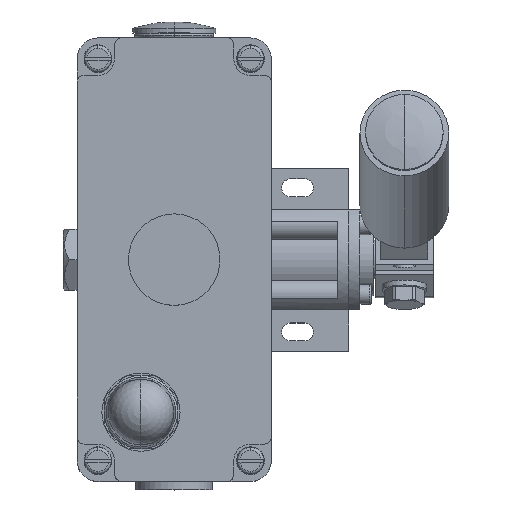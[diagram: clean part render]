
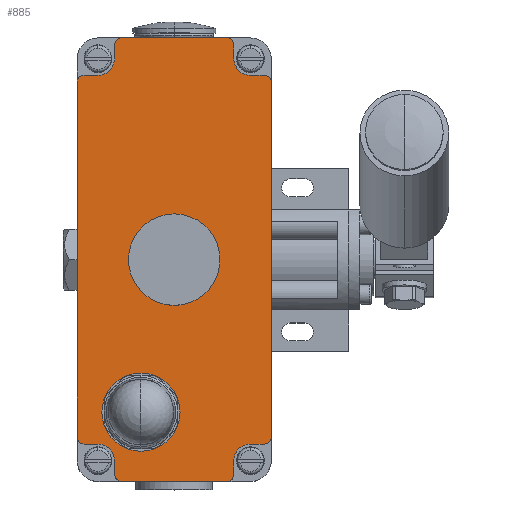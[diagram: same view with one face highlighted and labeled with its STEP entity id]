
A CAD part, top view. The second image highlights one B-rep face of the part: STEP entity #885.
In plain terms, the highlighted planar face has unit normal (0, 0, 1).
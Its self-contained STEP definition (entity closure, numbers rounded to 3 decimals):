
#885=ADVANCED_FACE('',(#1919,#1920,#1921),#1922,.T.);
#1919=FACE_OUTER_BOUND('',#3094,.T.);
#1920=FACE_BOUND('',#3095,.T.);
#1921=FACE_BOUND('',#3096,.T.);
#1922=PLANE('',#3097);
#3094=EDGE_LOOP('',(#5678,#5679,#5680,#5681,#5682,#5683,#5684,#5685,#5686,#5687,#5688,#5689,#5690,#5691,#5692,#5693,#5694,#5695,#5696,#5697,#5698,#5699,#5700,#5701));
#3095=EDGE_LOOP('',(#5702,#5703));
#3096=EDGE_LOOP('',(#5704,#5705));
#3097=AXIS2_PLACEMENT_3D('',#5706,#5707,#5708);
#5678=ORIENTED_EDGE('',*,*,#7737,.T.);
#5679=ORIENTED_EDGE('',*,*,#7798,.F.);
#5680=ORIENTED_EDGE('',*,*,#7733,.T.);
#5681=ORIENTED_EDGE('',*,*,#7730,.T.);
#5682=ORIENTED_EDGE('',*,*,#7727,.T.);
#5683=ORIENTED_EDGE('',*,*,#7788,.T.);
#5684=ORIENTED_EDGE('',*,*,#7785,.T.);
#5685=ORIENTED_EDGE('',*,*,#7807,.F.);
#5686=ORIENTED_EDGE('',*,*,#7781,.T.);
#5687=ORIENTED_EDGE('',*,*,#7778,.T.);
#5688=ORIENTED_EDGE('',*,*,#7775,.T.);
#5689=ORIENTED_EDGE('',*,*,#7772,.T.);
#5690=ORIENTED_EDGE('',*,*,#7769,.T.);
#5691=ORIENTED_EDGE('',*,*,#7801,.F.);
#5692=ORIENTED_EDGE('',*,*,#7765,.T.);
#5693=ORIENTED_EDGE('',*,*,#7762,.T.);
#5694=ORIENTED_EDGE('',*,*,#7759,.T.);
#5695=ORIENTED_EDGE('',*,*,#7756,.T.);
#5696=ORIENTED_EDGE('',*,*,#7753,.T.);
#5697=ORIENTED_EDGE('',*,*,#7793,.F.);
#5698=ORIENTED_EDGE('',*,*,#7749,.T.);
#5699=ORIENTED_EDGE('',*,*,#7746,.T.);
#5700=ORIENTED_EDGE('',*,*,#7743,.T.);
#5701=ORIENTED_EDGE('',*,*,#7740,.T.);
#5702=ORIENTED_EDGE('',*,*,#7073,.T.);
#5703=ORIENTED_EDGE('',*,*,#7420,.T.);
#5704=ORIENTED_EDGE('',*,*,#7031,.T.);
#5705=ORIENTED_EDGE('',*,*,#7512,.T.);
#5706=CARTESIAN_POINT('',(40.0,83.0,60.0));
#5707=DIRECTION('',(0.0,0.0,1.0));
#5708=DIRECTION('',(0.0,-1.0,0.0));
#7031=EDGE_CURVE('',#8444,#8441,#8445,.T.);
#7073=EDGE_CURVE('',#8515,#8512,#8516,.T.);
#7420=EDGE_CURVE('',#8512,#8515,#9020,.T.);
#7512=EDGE_CURVE('',#8441,#8444,#9144,.T.);
#7727=EDGE_CURVE('',#9466,#9464,#9467,.T.);
#7730=EDGE_CURVE('',#9470,#9466,#9471,.T.);
#7733=EDGE_CURVE('',#9474,#9470,#9475,.T.);
#7737=EDGE_CURVE('',#9480,#9478,#9481,.T.);
#7740=EDGE_CURVE('',#9484,#9480,#9485,.T.);
#7743=EDGE_CURVE('',#9488,#9484,#9489,.T.);
#7746=EDGE_CURVE('',#9492,#9488,#9493,.T.);
#7749=EDGE_CURVE('',#9496,#9492,#9497,.T.);
#7753=EDGE_CURVE('',#9502,#9500,#9503,.T.);
#7756=EDGE_CURVE('',#9506,#9502,#9507,.T.);
#7759=EDGE_CURVE('',#9510,#9506,#9511,.T.);
#7762=EDGE_CURVE('',#9514,#9510,#9515,.T.);
#7765=EDGE_CURVE('',#9518,#9514,#9519,.T.);
#7769=EDGE_CURVE('',#9524,#9522,#9525,.T.);
#7772=EDGE_CURVE('',#9528,#9524,#9529,.T.);
#7775=EDGE_CURVE('',#9532,#9528,#9533,.T.);
#7778=EDGE_CURVE('',#9536,#9532,#9537,.T.);
#7781=EDGE_CURVE('',#9540,#9536,#9541,.T.);
#7785=EDGE_CURVE('',#9546,#9544,#9547,.T.);
#7788=EDGE_CURVE('',#9464,#9546,#9550,.T.);
#7793=EDGE_CURVE('',#9496,#9500,#9555,.T.);
#7798=EDGE_CURVE('',#9474,#9478,#9560,.T.);
#7801=EDGE_CURVE('',#9518,#9522,#9563,.T.);
#7807=EDGE_CURVE('',#9540,#9544,#9569,.T.);
#8441=VERTEX_POINT('',#10486);
#8444=VERTEX_POINT('',#10490);
#8445=CIRCLE('',#10491,16.5);
#8512=VERTEX_POINT('',#10573);
#8515=VERTEX_POINT('',#10577);
#8516=CIRCLE('',#10578,10.0);
#9020=CIRCLE('',#11477,10.0);
#9144=CIRCLE('',#11649,16.5);
#9464=VERTEX_POINT('',#12158);
#9466=VERTEX_POINT('',#12161);
#9467=CIRCLE('',#12162,6.);
#9470=VERTEX_POINT('',#12166);
#9471=LINE('',#12167,#12168);
#9474=VERTEX_POINT('',#12172);
#9475=CIRCLE('',#12173,2.5);
#9478=VERTEX_POINT('',#12177);
#9480=VERTEX_POINT('',#12180);
#9481=CIRCLE('',#12181,2.5);
#9484=VERTEX_POINT('',#12185);
#9485=LINE('',#12186,#12187);
#9488=VERTEX_POINT('',#12191);
#9489=CIRCLE('',#12192,6.);
#9492=VERTEX_POINT('',#12196);
#9493=LINE('',#12197,#12198);
#9496=VERTEX_POINT('',#12202);
#9497=CIRCLE('',#12203,2.5);
#9500=VERTEX_POINT('',#12207);
#9502=VERTEX_POINT('',#12210);
#9503=CIRCLE('',#12211,2.5);
#9506=VERTEX_POINT('',#12215);
#9507=LINE('',#12216,#12217);
#9510=VERTEX_POINT('',#12221);
#9511=CIRCLE('',#12222,6.);
#9514=VERTEX_POINT('',#12226);
#9515=LINE('',#12227,#12228);
#9518=VERTEX_POINT('',#12232);
#9519=CIRCLE('',#12233,2.5);
#9522=VERTEX_POINT('',#12237);
#9524=VERTEX_POINT('',#12240);
#9525=CIRCLE('',#12241,2.5);
#9528=VERTEX_POINT('',#12245);
#9529=LINE('',#12246,#12247);
#9532=VERTEX_POINT('',#12251);
#9533=CIRCLE('',#12252,6.);
#9536=VERTEX_POINT('',#12256);
#9537=LINE('',#12257,#12258);
#9540=VERTEX_POINT('',#12262);
#9541=CIRCLE('',#12263,2.5);
#9544=VERTEX_POINT('',#12267);
#9546=VERTEX_POINT('',#12270);
#9547=CIRCLE('',#12271,2.5);
#9550=LINE('',#12275,#12276);
#9555=LINE('',#12283,#12284);
#9560=LINE('',#12291,#12292);
#9563=LINE('',#12296,#12297);
#9569=LINE('',#12306,#12307);
#10486=CARTESIAN_POINT('',(40.0,66.5,60.0));
#10490=CARTESIAN_POINT('',(40.0,99.5,60.0));
#10491=AXIS2_PLACEMENT_3D('',#13411,#13412,#13413);
#10573=CARTESIAN_POINT('',(28.0,38.0,60.0));
#10577=CARTESIAN_POINT('',(28.0,18.0,60.0));
#10578=AXIS2_PLACEMENT_3D('',#13478,#13479,#13480);
#11477=AXIS2_PLACEMENT_3D('',#13931,#13932,#13933);
#11649=AXIS2_PLACEMENT_3D('',#14018,#14019,#14020);
#12158=CARTESIAN_POINT('',(12.5,149.5,60.0));
#12161=CARTESIAN_POINT('',(18.5,155.5,60.0));
#12162=AXIS2_PLACEMENT_3D('',#14289,#14290,#14291);
#12166=CARTESIAN_POINT('',(18.5,160.5,60.0));
#12167=CARTESIAN_POINT('',(18.5,120.5,60.0));
#12168=VECTOR('',#14293,1.0);
#12172=CARTESIAN_POINT('',(21.0,163.0,60.0));
#12173=AXIS2_PLACEMENT_3D('',#14295,#14296,#14297);
#12177=CARTESIAN_POINT('',(59.,163.0,60.0));
#12180=CARTESIAN_POINT('',(61.5,160.5,60.0));
#12181=AXIS2_PLACEMENT_3D('',#14300,#14301,#14302);
#12185=CARTESIAN_POINT('',(61.5,155.5,60.0));
#12186=CARTESIAN_POINT('',(61.5,120.5,60.0));
#12187=VECTOR('',#14304,1.0);
#12191=CARTESIAN_POINT('',(67.5,149.5,60.0));
#12192=AXIS2_PLACEMENT_3D('',#14306,#14307,#14308);
#12196=CARTESIAN_POINT('',(72.5,149.5,60.0));
#12197=CARTESIAN_POINT('',(55.,149.5,60.0));
#12198=VECTOR('',#14310,1.0);
#12202=CARTESIAN_POINT('',(75.0,147.0,60.0));
#12203=AXIS2_PLACEMENT_3D('',#14312,#14313,#14314);
#12207=CARTESIAN_POINT('',(75.0,19.,60.0));
#12210=CARTESIAN_POINT('',(72.5,16.5,60.0));
#12211=AXIS2_PLACEMENT_3D('',#14317,#14318,#14319);
#12215=CARTESIAN_POINT('',(67.5,16.5,60.0));
#12216=CARTESIAN_POINT('',(55.,16.5,60.0));
#12217=VECTOR('',#14321,1.0);
#12221=CARTESIAN_POINT('',(61.5,10.5,60.0));
#12222=AXIS2_PLACEMENT_3D('',#14323,#14324,#14325);
#12226=CARTESIAN_POINT('',(61.5,5.5,60.0));
#12227=CARTESIAN_POINT('',(61.5,45.5,60.0));
#12228=VECTOR('',#14327,1.0);
#12232=CARTESIAN_POINT('',(59.0,3.0,60.0));
#12233=AXIS2_PLACEMENT_3D('',#14329,#14330,#14331);
#12237=CARTESIAN_POINT('',(21.,3.0,60.0));
#12240=CARTESIAN_POINT('',(18.5,5.5,60.0));
#12241=AXIS2_PLACEMENT_3D('',#14334,#14335,#14336);
#12245=CARTESIAN_POINT('',(18.5,10.5,60.0));
#12246=CARTESIAN_POINT('',(18.5,45.5,60.0));
#12247=VECTOR('',#14338,1.0);
#12251=CARTESIAN_POINT('',(12.5,16.5,60.0));
#12252=AXIS2_PLACEMENT_3D('',#14340,#14341,#14342);
#12256=CARTESIAN_POINT('',(7.5,16.5,60.0));
#12257=CARTESIAN_POINT('',(25.,16.5,60.0));
#12258=VECTOR('',#14344,1.0);
#12262=CARTESIAN_POINT('',(5.0,19.0,60.0));
#12263=AXIS2_PLACEMENT_3D('',#14346,#14347,#14348);
#12267=CARTESIAN_POINT('',(5.0,147.,60.0));
#12270=CARTESIAN_POINT('',(7.5,149.5,60.0));
#12271=AXIS2_PLACEMENT_3D('',#14351,#14352,#14353);
#12275=CARTESIAN_POINT('',(25.0,149.5,60.0));
#12276=VECTOR('',#14355,1.0);
#12283=CARTESIAN_POINT('',(75.0,10.5,60.0));
#12284=VECTOR('',#14358,1.0);
#12291=CARTESIAN_POINT('',(67.5,163.0,60.0));
#12292=VECTOR('',#14361,1.0);
#12296=CARTESIAN_POINT('',(12.5,3.0,60.0));
#12297=VECTOR('',#14363,1.0);
#12306=CARTESIAN_POINT('',(5.0,155.5,60.0));
#12307=VECTOR('',#14367,1.0);
#13411=CARTESIAN_POINT('',(40.0,83.0,60.0));
#13412=DIRECTION('',(-0.0,0.0,-1.0));
#13413=DIRECTION('',(0.,-1.0,0.0));
#13478=CARTESIAN_POINT('',(28.0,28.0,60.0));
#13479=DIRECTION('',(0.0,0.0,-1.0));
#13480=DIRECTION('',(0.0,1.0,0.0));
#13931=CARTESIAN_POINT('',(28.0,28.0,60.0));
#13932=DIRECTION('',(0.0,0.0,-1.0));
#13933=DIRECTION('',(0.0,1.0,0.0));
#14018=CARTESIAN_POINT('',(40.0,83.0,60.0));
#14019=DIRECTION('',(-0.0,0.0,-1.0));
#14020=DIRECTION('',(0.,-1.0,0.0));
#14289=CARTESIAN_POINT('',(12.5,155.5,60.0));
#14290=DIRECTION('',(0.0,0.0,-1.0));
#14291=DIRECTION('',(0.,-1.0,0.0));
#14293=DIRECTION('',(0.0,-1.0,0.0));
#14295=CARTESIAN_POINT('',(21.,160.5,60.0));
#14296=DIRECTION('',(0.0,-0.0,1.0));
#14297=DIRECTION('',(0.,1.0,0.0));
#14300=CARTESIAN_POINT('',(59.,160.5,60.0));
#14301=DIRECTION('',(0.0,0.0,1.0));
#14302=DIRECTION('',(1.0,0.,0.0));
#14304=DIRECTION('',(0.0,1.0,0.0));
#14306=CARTESIAN_POINT('',(67.5,155.5,60.0));
#14307=DIRECTION('',(-0.0,0.0,-1.0));
#14308=DIRECTION('',(-1.0,0.,0.0));
#14310=DIRECTION('',(-1.0,-0.0,0.0));
#14312=CARTESIAN_POINT('',(72.5,147.,60.0));
#14313=DIRECTION('',(0.0,0.0,1.0));
#14314=DIRECTION('',(1.0,0.,0.0));
#14317=CARTESIAN_POINT('',(72.5,19.,60.0));
#14318=DIRECTION('',(0.0,0.0,1.0));
#14319=DIRECTION('',(0.,-1.0,0.0));
#14321=DIRECTION('',(1.0,0.0,0.0));
#14323=CARTESIAN_POINT('',(67.5,10.5,60.0));
#14324=DIRECTION('',(0.0,0.0,-1.0));
#14325=DIRECTION('',(0.,1.0,0.0));
#14327=DIRECTION('',(0.0,1.0,0.0));
#14329=CARTESIAN_POINT('',(59.,5.5,60.0));
#14330=DIRECTION('',(0.0,0.0,1.0));
#14331=DIRECTION('',(0.,-1.0,0.0));
#14334=CARTESIAN_POINT('',(21.,5.5,60.0));
#14335=DIRECTION('',(0.0,0.0,1.0));
#14336=DIRECTION('',(-1.0,0.,0.0));
#14338=DIRECTION('',(0.0,-1.0,0.0));
#14340=CARTESIAN_POINT('',(12.5,10.5,60.0));
#14341=DIRECTION('',(0.0,0.0,-1.0));
#14342=DIRECTION('',(1.0,0.,0.0));
#14344=DIRECTION('',(1.0,0.0,0.0));
#14346=CARTESIAN_POINT('',(7.5,19.,60.0));
#14347=DIRECTION('',(0.0,0.0,1.0));
#14348=DIRECTION('',(-1.0,0.,0.0));
#14351=CARTESIAN_POINT('',(7.5,147.,60.0));
#14352=DIRECTION('',(0.0,-0.0,1.0));
#14353=DIRECTION('',(0.,1.0,0.0));
#14355=DIRECTION('',(-1.0,-0.0,0.0));
#14358=DIRECTION('',(0.0,-1.0,0.0));
#14361=DIRECTION('',(1.0,0.0,0.0));
#14363=DIRECTION('',(-1.0,0.0,0.0));
#14367=DIRECTION('',(0.0,1.0,0.0));
